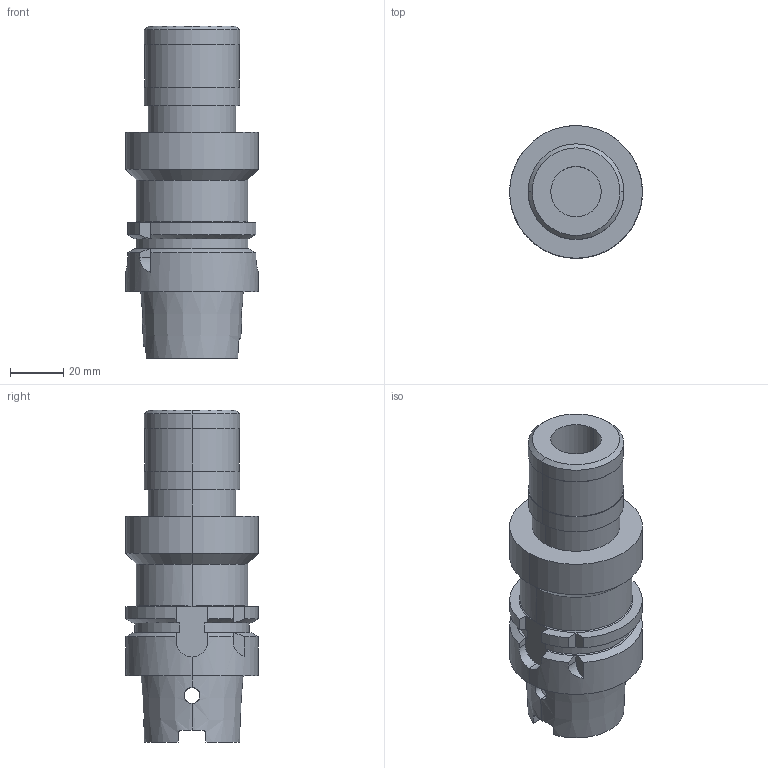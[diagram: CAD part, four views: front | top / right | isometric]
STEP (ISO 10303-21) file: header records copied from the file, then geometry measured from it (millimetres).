
FILE_DESCRIPTION (( 'STEP AP203' ), '1' );
FILE_NAME ('STP-72.08.1B.100.STEP', '2021-03-09T01:10:11', ( '' ), ( '' ), 'SwSTEP 2.0', 'SolidWorks 2018', '' );
FILE_SCHEMA (( 'CONFIG_CONTROL_DESIGN' ));
Length unit declared in the file: millimetre
Products named in the file (1): STP-72.08.1B.100
Bounding box: 50 x 50 x 125 mm (x, y, z)
Volume: 130459 mm3; surface area: 28434 mm2
Topology: 1 solids, 1 shells, 102 faces, 264 edges, 163 vertices
Faces by surface type: cylinder 41, plane 37, cone 14, torus 6, bspline 4
Entity records: 3707 total; most frequent: CARTESIAN_POINT 1183, ORIENTED_EDGE 520, DIRECTION 508, EDGE_CURVE 260, AXIS2_PLACEMENT_3D 194, VERTEX_POINT 163, LINE 120, VECTOR 120
